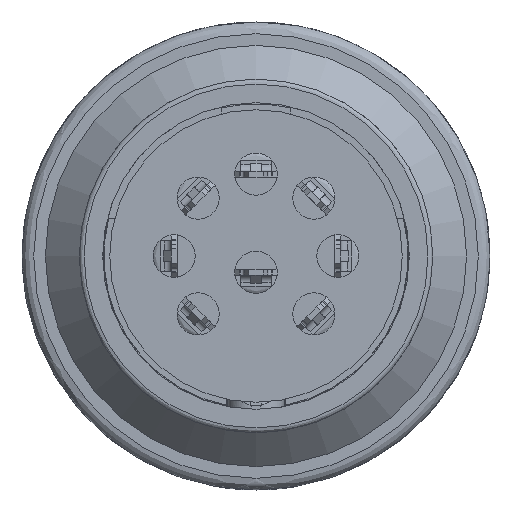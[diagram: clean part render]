
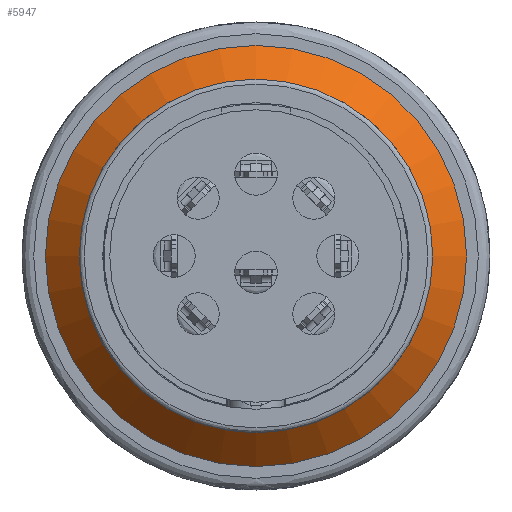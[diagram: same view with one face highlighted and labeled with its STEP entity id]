
A CAD part, left-side view. The second image highlights one B-rep face of the part: STEP entity #5947.
In plain terms, the highlighted conical face has half-angle 45 degrees and reference radius 7.55 mm.
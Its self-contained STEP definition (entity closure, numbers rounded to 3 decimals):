
#4724=CONICAL_SURFACE('',#17470,7.55,45.);
#4852=FACE_BOUND('',#7395,.T.);
#4853=FACE_BOUND('',#7396,.T.);
#5947=ADVANCED_FACE('',(#4852,#4853),#4724,.T.);
#7395=EDGE_LOOP('',(#13252));
#7396=EDGE_LOOP('',(#13253));
#13252=ORIENTED_EDGE('',*,*,#16218,.T.);
#13253=ORIENTED_EDGE('',*,*,#16219,.F.);
#14463=VERTEX_POINT('',#27557);
#14464=VERTEX_POINT('',#27560);
#16218=EDGE_CURVE('',#14463,#14463,#16560,.T.);
#16219=EDGE_CURVE('',#14464,#14464,#16561,.T.);
#16560=CIRCLE('',#17467,7.55);
#16561=CIRCLE('',#17469,9.);
#17467=AXIS2_PLACEMENT_3D('',#27556,#20471,#20472);
#17469=AXIS2_PLACEMENT_3D('',#27559,#20475,#20476);
#17470=AXIS2_PLACEMENT_3D('',#27561,#20477,#20478);
#20471=DIRECTION('',(1.,0.,0.));
#20472=DIRECTION('',(0.,0.,-1.));
#20475=DIRECTION('',(1.,0.,0.));
#20476=DIRECTION('',(0.,0.,-1.));
#20477=DIRECTION('',(1.,0.,0.));
#20478=DIRECTION('',(0.,0.,-1.));
#27556=CARTESIAN_POINT('',(0.95,0.,0.));
#27557=CARTESIAN_POINT('',(0.95,0.,-7.55));
#27559=CARTESIAN_POINT('',(2.4,0.,0.));
#27560=CARTESIAN_POINT('',(2.4,0.,-9.));
#27561=CARTESIAN_POINT('',(0.95,0.,0.));
